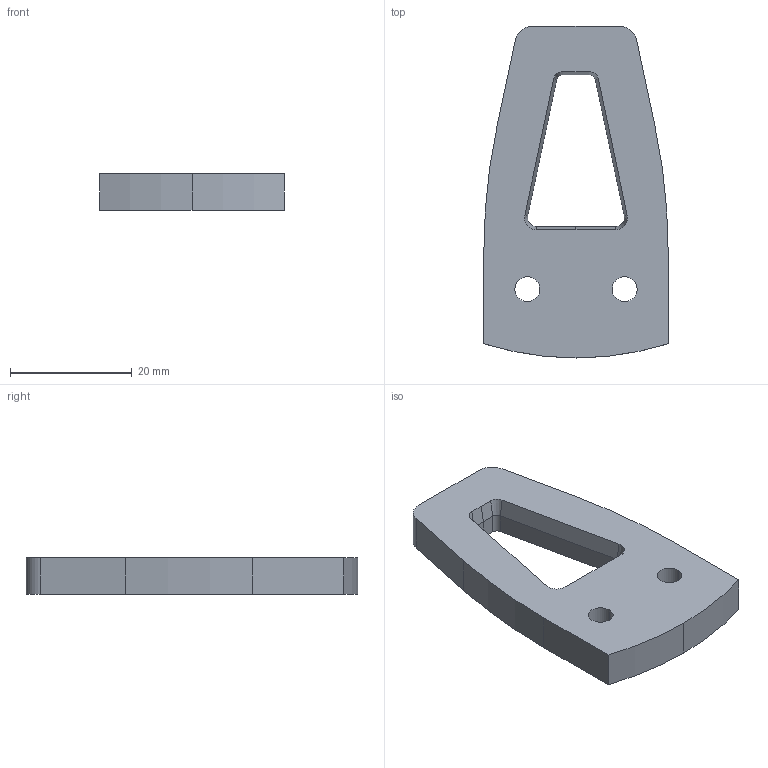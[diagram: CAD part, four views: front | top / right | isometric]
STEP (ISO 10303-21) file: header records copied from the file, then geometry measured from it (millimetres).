
FILE_DESCRIPTION(('CATIA V5 STEP Exchange'),'2;1');
FILE_NAME('AttacheHaute.stp','2019-07-02T19:11:06+00:00',('none'),('none'),'CATIA Version 5 Release 21 GA (IN-10)','CATIA V5 STEP AP203','none');
FILE_SCHEMA(('CONFIG_CONTROL_DESIGN'));
Length unit declared in the file: millimetre
Products named in the file (1): PieceQuiFaitHeuuuuuuu
Bounding box: 30.31 x 54.58 x 6 mm (x, y, z)
Volume: 6918.9 mm3; surface area: 3798.3 mm2
Topology: 1 solids, 1 shells, 38 faces, 98 edges, 62 vertices
Faces by surface type: plane 20, cylinder 14, cone 4
Entity records: 1146 total; most frequent: ORIENTED_EDGE 196, CARTESIAN_POINT 193, DIRECTION 162, EDGE_CURVE 98, VECTOR 66, LINE 66, AXIS2_PLACEMENT_3D 65, VERTEX_POINT 62
